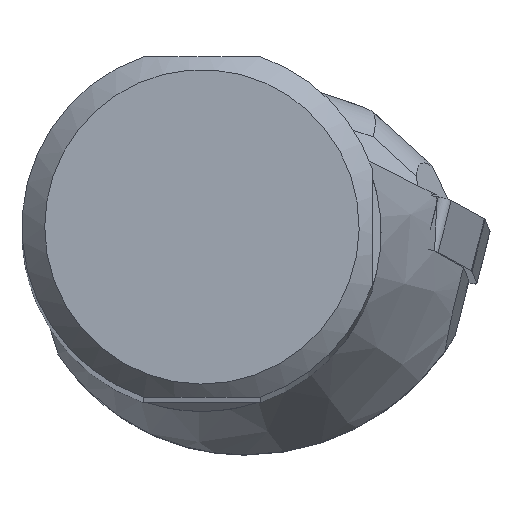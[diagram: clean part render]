
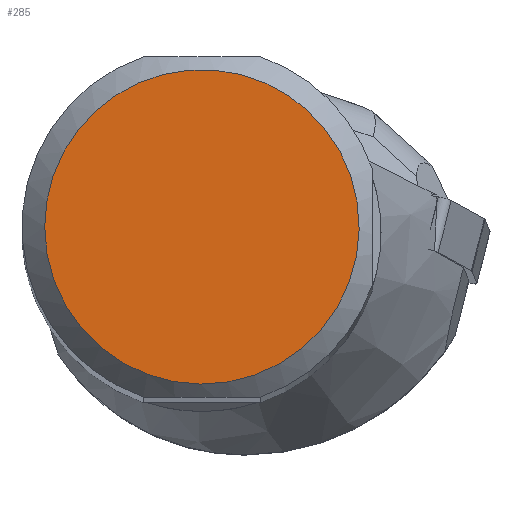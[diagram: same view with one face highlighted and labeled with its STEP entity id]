
A CAD part, top view. The second image highlights one B-rep face of the part: STEP entity #285.
In plain terms, the highlighted planar face has unit normal (0, 0, 1).
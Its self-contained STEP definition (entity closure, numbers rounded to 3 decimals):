
#200=FACE_OUTER_BOUND('',#435,.T.);
#285=ADVANCED_FACE('CU_SU_BP3',(#200),#350,.T.);
#350=PLANE('',#1848);
#435=EDGE_LOOP('',(#739));
#524=CIRCLE('',#1847,13.864);
#739=ORIENTED_EDGE('',*,*,#1303,.F.);
#1111=VERTEX_POINT('',#2836);
#1303=EDGE_CURVE('',#1111,#1111,#524,.T.);
#1847=AXIS2_PLACEMENT_3D('',#2835,#2186,#2187);
#1848=AXIS2_PLACEMENT_3D('',#2837,#2188,#2189);
#2186=DIRECTION('',(0.,0.,-1.));
#2187=DIRECTION('',(-1.,0.,0.));
#2188=DIRECTION('',(0.,0.,1.));
#2189=DIRECTION('',(-1.,0.,0.));
#2835=CARTESIAN_POINT('',(0.,0.,0.));
#2836=CARTESIAN_POINT('',(-13.864,0.,0.));
#2837=CARTESIAN_POINT('',(0.,0.,
0.));
